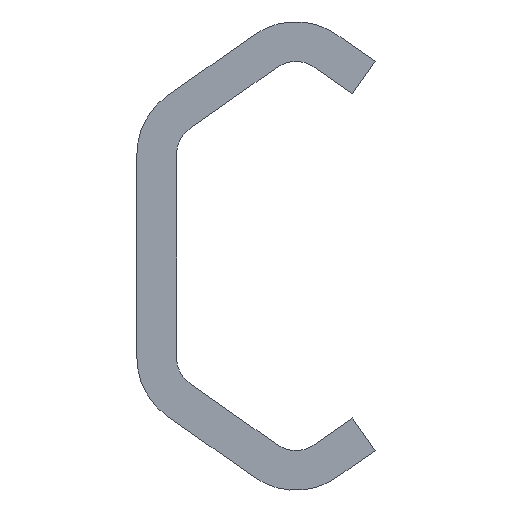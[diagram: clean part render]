
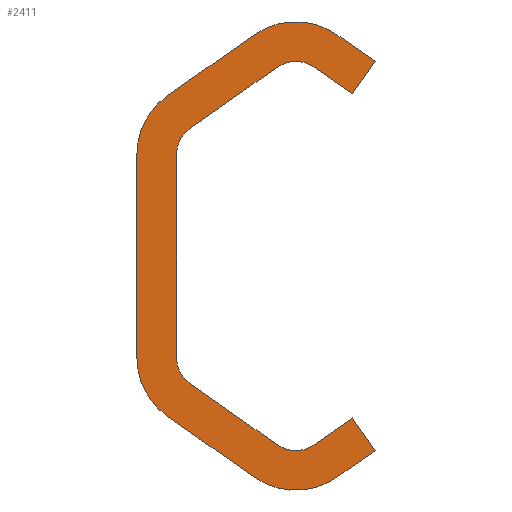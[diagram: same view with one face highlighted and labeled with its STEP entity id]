
A CAD part, left-side view. The second image highlights one B-rep face of the part: STEP entity #2411.
In plain terms, the highlighted planar face has unit normal (-1, 0, 0).
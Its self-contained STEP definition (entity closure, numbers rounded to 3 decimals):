
#1619=CARTESIAN_POINT('',(0.0,-5.0,12.246));
#1620=VERTEX_POINT('',#1619);
#1627=CARTESIAN_POINT('',(0.0,-3.567,10.2));
#1628=VERTEX_POINT('',#1627);
#1629=CARTESIAN_POINT('',(0.0,-5.0,12.246));
#1630=DIRECTION('',(0.0,0.574,-0.819));
#1631=VECTOR('',#1630,2.498);
#1632=LINE('',#1629,#1631);
#1633=EDGE_CURVE('',#1620,#1628,#1632,.T.);
#1657=CARTESIAN_POINT('',(0.0,-2.599,13.93));
#1658=VERTEX_POINT('',#1657);
#1665=CARTESIAN_POINT('',(0.0,-2.599,13.93));
#1666=DIRECTION('',(0.0,-0.819,-0.574));
#1667=VECTOR('',#1666,2.932);
#1668=LINE('',#1665,#1667);
#1669=EDGE_CURVE('',#1658,#1620,#1668,.T.);
#1689=CARTESIAN_POINT('',(0.0,2.596,13.932));
#1690=VERTEX_POINT('',#1689);
#1697=CARTESIAN_POINT('',(0.0,0.,10.222));
#1698=DIRECTION('',(1.0,0.0,0.0));
#1699=DIRECTION('',(0.0,0.573,0.819));
#1700=AXIS2_PLACEMENT_3D('',#1697,#1698,#1699);
#1701=CIRCLE('',#1700,4.528);
#1702=EDGE_CURVE('',#1690,#1658,#1701,.T.);
#1721=CARTESIAN_POINT('',(0.0,8.068,10.102));
#1722=VERTEX_POINT('',#1721);
#1729=CARTESIAN_POINT('',(0.0,8.068,10.102));
#1730=DIRECTION('',(0.0,-0.819,0.573));
#1731=VECTOR('',#1730,6.679);
#1732=LINE('',#1729,#1731);
#1733=EDGE_CURVE('',#1722,#1690,#1732,.T.);
#1753=CARTESIAN_POINT('',(0.0,10.0,6.392));
#1754=VERTEX_POINT('',#1753);
#1761=CARTESIAN_POINT('',(0.0,5.472,6.392));
#1762=DIRECTION('',(1.0,0.0,0.0));
#1763=DIRECTION('',(0.0,1.0,0.0));
#1764=AXIS2_PLACEMENT_3D('',#1761,#1762,#1763);
#1765=CIRCLE('',#1764,4.528);
#1766=EDGE_CURVE('',#1754,#1722,#1765,.T.);
#1785=CARTESIAN_POINT('',(0.0,10.0,-6.393));
#1786=VERTEX_POINT('',#1785);
#1793=CARTESIAN_POINT('',(0.0,10.0,-6.393));
#1794=DIRECTION('',(0.0,0.0,1.0));
#1795=VECTOR('',#1794,12.785);
#1796=LINE('',#1793,#1795);
#1797=EDGE_CURVE('',#1786,#1754,#1796,.T.);
#1889=CARTESIAN_POINT('',(0.0,8.069,-10.102));
#1890=VERTEX_POINT('',#1889);
#1897=CARTESIAN_POINT('',(0.0,5.472,-6.393));
#1898=DIRECTION('',(1.0,0.0,0.0));
#1899=DIRECTION('',(0.0,0.574,-0.819));
#1900=AXIS2_PLACEMENT_3D('',#1897,#1898,#1899);
#1901=CIRCLE('',#1900,4.528);
#1902=EDGE_CURVE('',#1890,#1786,#1901,.T.);
#1921=CARTESIAN_POINT('',(0.0,2.599,-13.932));
#1922=VERTEX_POINT('',#1921);
#1929=CARTESIAN_POINT('',(0.0,2.599,-13.932));
#1930=DIRECTION('',(0.0,0.819,0.574));
#1931=VECTOR('',#1930,6.678);
#1932=LINE('',#1929,#1931);
#1933=EDGE_CURVE('',#1922,#1890,#1932,.T.);
#1953=CARTESIAN_POINT('',(0.0,-2.598,-13.931));
#1954=VERTEX_POINT('',#1953);
#1961=CARTESIAN_POINT('',(0.0,0.002,-10.223));
#1962=DIRECTION('',(1.0,0.0,0.0));
#1963=DIRECTION('',(0.0,-0.574,-0.819));
#1964=AXIS2_PLACEMENT_3D('',#1961,#1962,#1963);
#1965=CIRCLE('',#1964,4.528);
#1966=EDGE_CURVE('',#1954,#1922,#1965,.T.);
#1985=CARTESIAN_POINT('',(0.0,-5.0,-12.246));
#1986=VERTEX_POINT('',#1985);
#1993=CARTESIAN_POINT('',(0.0,-5.0,-12.246));
#1994=DIRECTION('',(0.0,0.819,-0.574));
#1995=VECTOR('',#1994,2.934);
#1996=LINE('',#1993,#1995);
#1997=EDGE_CURVE('',#1986,#1954,#1996,.T.);
#2016=CARTESIAN_POINT('',(0.0,-3.567,-10.2));
#2017=VERTEX_POINT('',#2016);
#2024=CARTESIAN_POINT('',(0.0,-3.567,-10.2));
#2025=DIRECTION('',(0.0,-0.574,-0.819));
#2026=VECTOR('',#2025,2.498);
#2027=LINE('',#2024,#2026);
#2028=EDGE_CURVE('',#2017,#1986,#2027,.T.);
#2047=CARTESIAN_POINT('',(0.0,-1.163,-11.883));
#2048=VERTEX_POINT('',#2047);
#2055=CARTESIAN_POINT('',(0.0,-1.163,-11.883));
#2056=DIRECTION('',(0.0,-0.819,0.574));
#2057=VECTOR('',#2056,2.935);
#2058=LINE('',#2055,#2057);
#2059=EDGE_CURVE('',#2048,#2017,#2058,.T.);
#2079=CARTESIAN_POINT('',(0.0,1.163,-11.883));
#2080=VERTEX_POINT('',#2079);
#2087=CARTESIAN_POINT('',(0.0,0.,-10.222));
#2088=DIRECTION('',(-1.0,0.0,0.0));
#2089=DIRECTION('',(0.0,0.574,0.819));
#2090=AXIS2_PLACEMENT_3D('',#2087,#2088,#2089);
#2091=CIRCLE('',#2090,2.028);
#2092=EDGE_CURVE('',#2080,#2048,#2091,.T.);
#2111=CARTESIAN_POINT('',(0.0,6.635,-8.052));
#2112=VERTEX_POINT('',#2111);
#2119=CARTESIAN_POINT('',(0.0,6.635,-8.052));
#2120=DIRECTION('',(0.0,-0.819,-0.574));
#2121=VECTOR('',#2120,6.68);
#2122=LINE('',#2119,#2121);
#2123=EDGE_CURVE('',#2112,#2080,#2122,.T.);
#2143=CARTESIAN_POINT('',(0.0,7.5,-6.39));
#2144=VERTEX_POINT('',#2143);
#2151=CARTESIAN_POINT('',(0.0,5.472,-6.39));
#2152=DIRECTION('',(-1.0,0.0,0.0));
#2153=DIRECTION('',(0.0,-0.574,0.819));
#2154=AXIS2_PLACEMENT_3D('',#2151,#2152,#2153);
#2155=CIRCLE('',#2154,2.028);
#2156=EDGE_CURVE('',#2144,#2112,#2155,.T.);
#2175=CARTESIAN_POINT('',(0.0,7.5,6.39));
#2176=VERTEX_POINT('',#2175);
#2183=CARTESIAN_POINT('',(0.0,7.5,6.39));
#2184=DIRECTION('',(0.0,0.0,-1.0));
#2185=VECTOR('',#2184,12.781);
#2186=LINE('',#2183,#2185);
#2187=EDGE_CURVE('',#2176,#2144,#2186,.T.);
#2279=CARTESIAN_POINT('',(0.0,6.635,8.052));
#2280=VERTEX_POINT('',#2279);
#2287=CARTESIAN_POINT('',(0.0,5.472,6.39));
#2288=DIRECTION('',(-1.0,0.0,0.0));
#2289=DIRECTION('',(0.0,-1.0,0.0));
#2290=AXIS2_PLACEMENT_3D('',#2287,#2288,#2289);
#2291=CIRCLE('',#2290,2.028);
#2292=EDGE_CURVE('',#2280,#2176,#2291,.T.);
#2311=CARTESIAN_POINT('',(0.0,1.163,11.883));
#2312=VERTEX_POINT('',#2311);
#2319=CARTESIAN_POINT('',(0.0,1.163,11.883));
#2320=DIRECTION('',(0.0,0.819,-0.574));
#2321=VECTOR('',#2320,6.68);
#2322=LINE('',#2319,#2321);
#2323=EDGE_CURVE('',#2312,#2280,#2322,.T.);
#2343=CARTESIAN_POINT('',(0.0,-1.163,11.883));
#2344=VERTEX_POINT('',#2343);
#2351=CARTESIAN_POINT('',(0.0,0.,10.222));
#2352=DIRECTION('',(-1.0,0.0,0.0));
#2353=DIRECTION('',(0.0,-0.574,-0.819));
#2354=AXIS2_PLACEMENT_3D('',#2351,#2352,#2353);
#2355=CIRCLE('',#2354,2.028);
#2356=EDGE_CURVE('',#2344,#2312,#2355,.T.);
#2374=CARTESIAN_POINT('',(0.0,-3.567,10.2));
#2375=DIRECTION('',(0.0,0.819,0.574));
#2376=VECTOR('',#2375,2.935);
#2377=LINE('',#2374,#2376);
#2378=EDGE_CURVE('',#1628,#2344,#2377,.T.);
#2384=CARTESIAN_POINT('',(0.0,4.08,0.));
#2385=DIRECTION('',(1.0,0.0,0.0));
#2386=DIRECTION('',(0.0,0.0,-1.0));
#2387=AXIS2_PLACEMENT_3D('',#2384,#2385,#2386);
#2388=PLANE('',#2387);
#2389=ORIENTED_EDGE('',*,*,#2378,.F.);
#2390=ORIENTED_EDGE('',*,*,#1633,.F.);
#2391=ORIENTED_EDGE('',*,*,#1669,.F.);
#2392=ORIENTED_EDGE('',*,*,#1702,.F.);
#2393=ORIENTED_EDGE('',*,*,#1733,.F.);
#2394=ORIENTED_EDGE('',*,*,#1766,.F.);
#2395=ORIENTED_EDGE('',*,*,#1797,.F.);
#2396=ORIENTED_EDGE('',*,*,#1902,.F.);
#2397=ORIENTED_EDGE('',*,*,#1933,.F.);
#2398=ORIENTED_EDGE('',*,*,#1966,.F.);
#2399=ORIENTED_EDGE('',*,*,#1997,.F.);
#2400=ORIENTED_EDGE('',*,*,#2028,.F.);
#2401=ORIENTED_EDGE('',*,*,#2059,.F.);
#2402=ORIENTED_EDGE('',*,*,#2092,.F.);
#2403=ORIENTED_EDGE('',*,*,#2123,.F.);
#2404=ORIENTED_EDGE('',*,*,#2156,.F.);
#2405=ORIENTED_EDGE('',*,*,#2187,.F.);
#2406=ORIENTED_EDGE('',*,*,#2292,.F.);
#2407=ORIENTED_EDGE('',*,*,#2323,.F.);
#2408=ORIENTED_EDGE('',*,*,#2356,.F.);
#2409=EDGE_LOOP('',(#2389,#2390,#2391,#2392,#2393,#2394,#2395,#2396,#2397,#2398,#2399,#2400,#2401,#2402,#2403,#2404,#2405,#2406,#2407,#2408));
#2410=FACE_OUTER_BOUND('',#2409,.T.);
#2411=ADVANCED_FACE('',(#2410),#2388,.F.);
